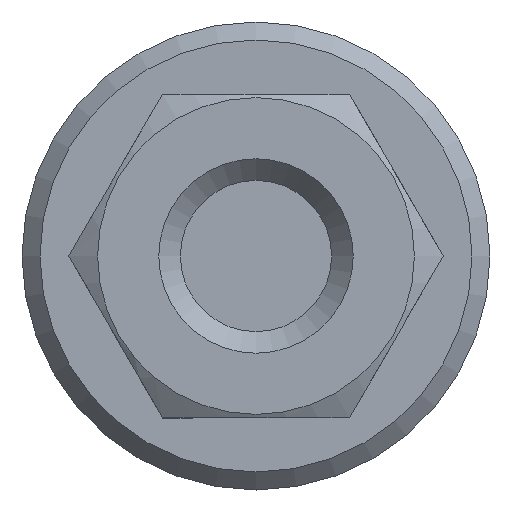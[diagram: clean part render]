
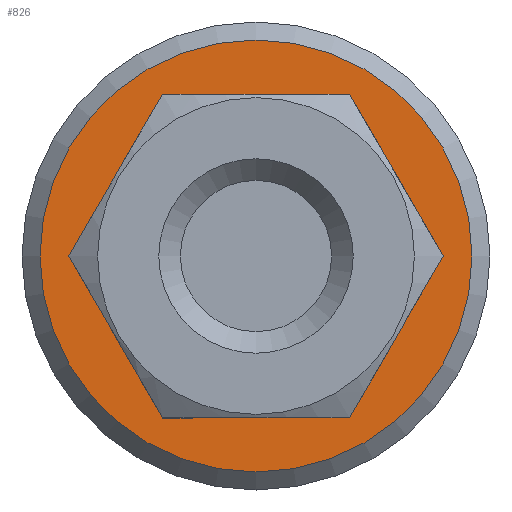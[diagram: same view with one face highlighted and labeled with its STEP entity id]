
A CAD part, front view. The second image highlights one B-rep face of the part: STEP entity #826.
In plain terms, the highlighted planar face has unit normal (0, -1, 0).
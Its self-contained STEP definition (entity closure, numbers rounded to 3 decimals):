
#173=PLANE('',#1318);
#211=CIRCLE('',#1315,6.);
#212=CIRCLE('',#1319,4.4);
#353=ORIENTED_EDGE('',*,*,#501,.F.);
#354=ORIENTED_EDGE('',*,*,#498,.F.);
#498=EDGE_CURVE('',#577,#577,#211,.T.);
#501=EDGE_CURVE('',#578,#578,#212,.T.);
#577=VERTEX_POINT('',#1877);
#578=VERTEX_POINT('',#1892);
#661=EDGE_LOOP('',(#353));
#662=EDGE_LOOP('',(#354));
#753=FACE_BOUND('',#661,.T.);
#754=FACE_BOUND('',#662,.T.);
#826=ADVANCED_FACE('',(#753,#754),#173,.F.);
#1315=AXIS2_PLACEMENT_3D('',#1876,#1524,#1525);
#1318=AXIS2_PLACEMENT_3D('',#1890,#1530,#1531);
#1319=AXIS2_PLACEMENT_3D('',#1891,#1532,#1533);
#1524=DIRECTION('',(0.,1.,0.));
#1525=DIRECTION('',(0.,0.,1.));
#1530=DIRECTION('',(0.,1.,0.));
#1531=DIRECTION('',(1.,0.,0.));
#1532=DIRECTION('',(0.,-1.,0.));
#1533=DIRECTION('',(1.,0.,0.));
#1876=CARTESIAN_POINT('',(0.,5.,0.));
#1877=CARTESIAN_POINT('',(0.,5.,6.));
#1890=CARTESIAN_POINT('',(-3.3,5.,0.));
#1891=CARTESIAN_POINT('',(0.,5.,0.));
#1892=CARTESIAN_POINT('',(4.4,5.,0.));
